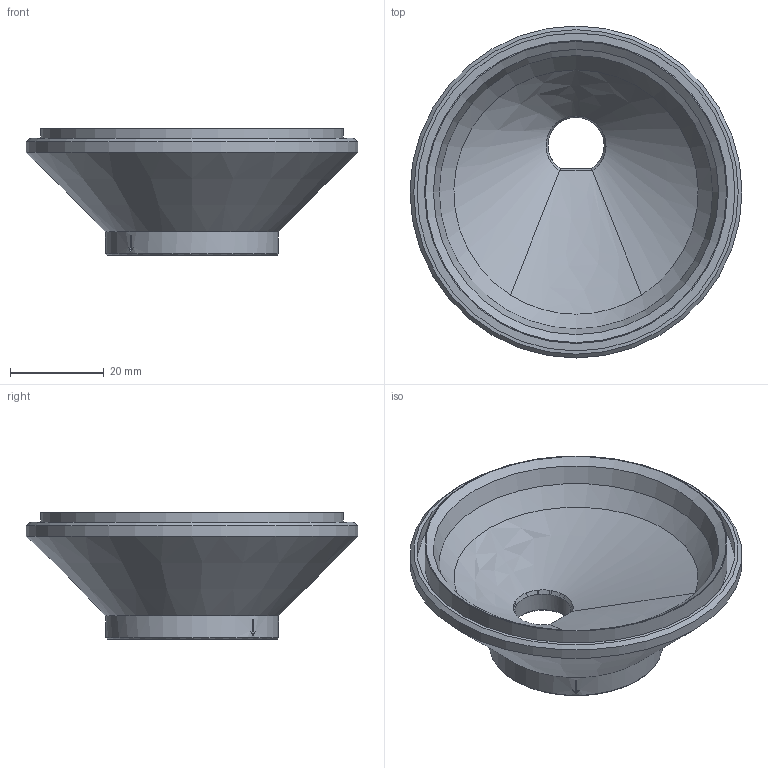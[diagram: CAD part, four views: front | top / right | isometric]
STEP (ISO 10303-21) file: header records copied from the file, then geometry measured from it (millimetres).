
FILE_DESCRIPTION(/* description */ (''),/* implementation_level */ '2;1');
FILE_NAME(/* name */ 'hopper 68mm.step',/* time_stamp */ '2024-04-10T06:47:42+02:00',/* author */ (''),/* organization */ (''),/* preprocessor_version */ 'ST-DEVELOPER v20',/* originating_system */ 'Autodesk Translation Framework v12.20.1.177',/* authorisation */ '');
FILE_SCHEMA (('AUTOMOTIVE_DESIGN { 1 0 10303 214 3 1 1 }'));
Length unit declared in the file: millimetre
Products named in the file (1): hopper 68mm
Bounding box: 71 x 71 x 27 mm (x, y, z)
Volume: 26543.3 mm3; surface area: 13254.3 mm2
Topology: 1 solids, 1 shells, 75 faces, 191 edges, 120 vertices
Faces by surface type: bspline 39, cone 13, plane 12, cylinder 11
Full cylindrical faces by diameter (mm): 2.8 x1, 37 x1, 64.8 x1, 68 x1, 71 x1
Entity records: 4112 total; most frequent: CARTESIAN_POINT 2540, ORIENTED_EDGE 378, DIRECTION 215, EDGE_CURVE 189, VERTEX_POINT 120, EDGE_LOOP 81, B_SPLINE_CURVE_WITH_KNOTS 79, AXIS2_PLACEMENT_3D 79
